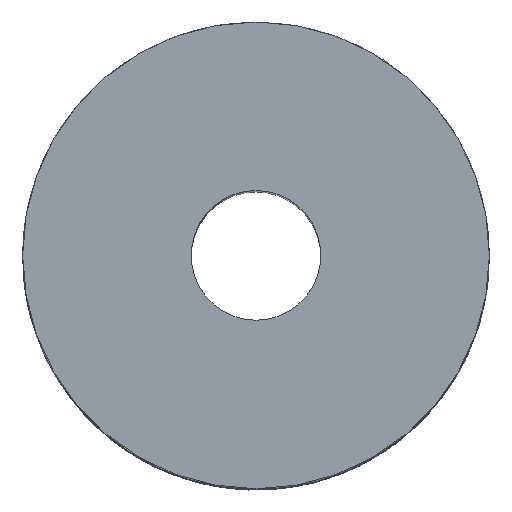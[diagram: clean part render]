
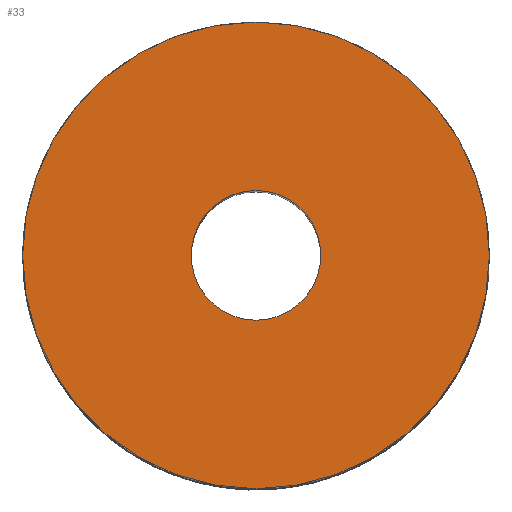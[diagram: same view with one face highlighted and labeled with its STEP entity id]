
A CAD part, top view. The second image highlights one B-rep face of the part: STEP entity #33.
In plain terms, the highlighted planar face has unit normal (0, 0, 1).
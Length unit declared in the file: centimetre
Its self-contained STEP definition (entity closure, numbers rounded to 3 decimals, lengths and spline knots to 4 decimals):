
#33 = ADVANCED_FACE ( 'NONE', ( #740, #587 ), #1073, .T. ) ;
#164 = ORIENTED_EDGE ( 'NONE', *, *, #1970, .F. ) ;
#178 = CARTESIAN_POINT ( 'NONE',  ( 0., 0., 3.1 ) ) ;
#342 = EDGE_CURVE ( 'NONE', #669, #615, #1796, .T. ) ;
#517 = DIRECTION ( 'NONE',  ( 0., 0., 1. ) ) ;
#544 = DIRECTION ( 'NONE',  ( 0., 0., 1. ) ) ;
#587 = FACE_OUTER_BOUND ( 'NONE', #1703, .T. ) ;
#598 = ORIENTED_EDGE ( 'NONE', *, *, #1290, .T. ) ;
#615 = VERTEX_POINT ( 'NONE', #924 ) ;
#669 = VERTEX_POINT ( 'NONE', #901 ) ;
#703 = CARTESIAN_POINT ( 'NONE',  ( 0., 0., 3.1 ) ) ;
#717 = DIRECTION ( 'NONE',  ( 0., 0., 1. ) ) ;
#740 = FACE_BOUND ( 'NONE', #1643, .T. ) ;
#791 = CIRCLE ( 'NONE', #1063, 0.25 ) ;
#824 = DIRECTION ( 'NONE',  ( 1., 0., 0. ) ) ;
#891 = CIRCLE ( 'NONE', #2108, 0.9 ) ;
#901 = CARTESIAN_POINT ( 'NONE',  ( -0.25, 0., 3.1 ) ) ;
#924 = CARTESIAN_POINT ( 'NONE',  ( 0.25, 0., 3.1 ) ) ;
#932 = AXIS2_PLACEMENT_3D ( 'NONE', #1058, #717, #1547 ) ;
#964 = AXIS2_PLACEMENT_3D ( 'NONE', #178, #544, #824 ) ;
#965 = ORIENTED_EDGE ( 'NONE', *, *, #2104, .T. ) ;
#996 = CARTESIAN_POINT ( 'NONE',  ( -0.9, 0., 3.1 ) ) ;
#1058 = CARTESIAN_POINT ( 'NONE',  ( 0., 0., 3.1 ) ) ;
#1063 = AXIS2_PLACEMENT_3D ( 'NONE', #703, #517, #1511 ) ;
#1073 = PLANE ( 'NONE',  #1899 ) ;
#1164 = DIRECTION ( 'NONE',  ( 0., 0., 1. ) ) ;
#1167 = VERTEX_POINT ( 'NONE', #1844 ) ;
#1236 = VERTEX_POINT ( 'NONE', #996 ) ;
#1246 = CARTESIAN_POINT ( 'NONE',  ( 0., 0., 3.1 ) ) ;
#1290 = EDGE_CURVE ( 'NONE', #1236, #1167, #1863, .T. ) ;
#1511 = DIRECTION ( 'NONE',  ( 1., 0., 0. ) ) ;
#1547 = DIRECTION ( 'NONE',  ( 1., 0., 0. ) ) ;
#1643 = EDGE_LOOP ( 'NONE', ( #1799, #164 ) ) ;
#1693 = DIRECTION ( 'NONE',  ( 1., 0., 0. ) ) ;
#1703 = EDGE_LOOP ( 'NONE', ( #598, #965 ) ) ;
#1796 = CIRCLE ( 'NONE', #964, 0.25 ) ;
#1799 = ORIENTED_EDGE ( 'NONE', *, *, #342, .F. ) ;
#1826 = DIRECTION ( 'NONE',  ( 1., 0., 0. ) ) ;
#1844 = CARTESIAN_POINT ( 'NONE',  ( 0.9, 0., 3.1 ) ) ;
#1863 = CIRCLE ( 'NONE', #932, 0.9 ) ;
#1899 = AXIS2_PLACEMENT_3D ( 'NONE', #1246, #1910, #1693 ) ;
#1910 = DIRECTION ( 'NONE',  ( 0., 0., 1. ) ) ;
#1970 = EDGE_CURVE ( 'NONE', #615, #669, #791, .T. ) ;
#1989 = CARTESIAN_POINT ( 'NONE',  ( 0., 0., 3.1 ) ) ;
#2104 = EDGE_CURVE ( 'NONE', #1167, #1236, #891, .T. ) ;
#2108 = AXIS2_PLACEMENT_3D ( 'NONE', #1989, #1164, #1826 ) ;
